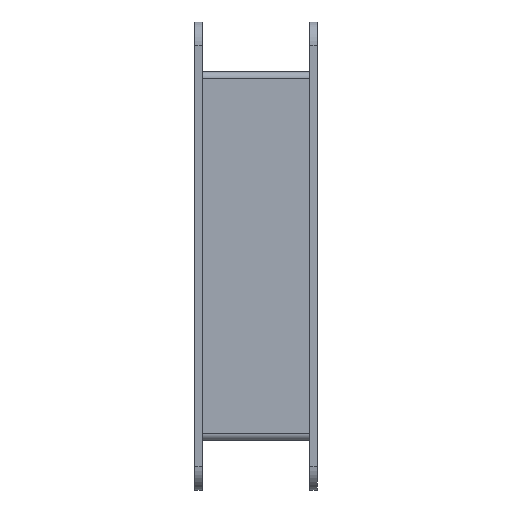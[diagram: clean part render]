
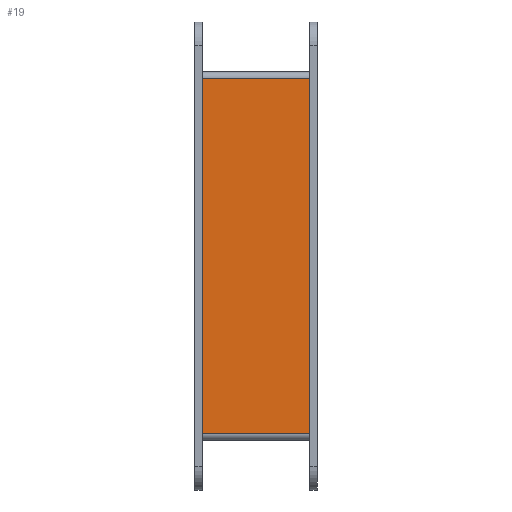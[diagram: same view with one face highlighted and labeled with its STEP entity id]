
A CAD part, left-side view. The second image highlights one B-rep face of the part: STEP entity #19.
In plain terms, the highlighted planar face has unit normal (-1, 0, 0).
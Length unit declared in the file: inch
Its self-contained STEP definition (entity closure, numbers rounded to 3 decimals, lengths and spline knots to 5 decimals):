
#19 = ADVANCED_FACE ( 'NONE', ( #2432 ), #2294, .T. ) ;
#114 = ORIENTED_EDGE ( 'NONE', *, *, #328, .T. ) ;
#128 = VERTEX_POINT ( 'NONE', #1174 ) ;
#154 = CARTESIAN_POINT ( 'NONE',  ( -3., 0.875, 5.892 ) ) ;
#328 = EDGE_CURVE ( 'NONE', #1133, #2484, #2458, .T. ) ;
#353 = DIRECTION ( 'NONE',  ( 0., 0., 1. ) ) ;
#400 = DIRECTION ( 'NONE',  ( 0., 1., 0. ) ) ;
#487 = DIRECTION ( 'NONE',  ( 0., -1., 0. ) ) ;
#512 = VERTEX_POINT ( 'NONE', #154 ) ;
#586 = DIRECTION ( 'NONE',  ( 0., 0., 1. ) ) ;
#607 = CARTESIAN_POINT ( 'NONE',  ( -3., 0.875, 0.108 ) ) ;
#629 = CARTESIAN_POINT ( 'NONE',  ( -3., -0.875, 0.108 ) ) ;
#691 = EDGE_LOOP ( 'NONE', ( #1793, #114, #1380, #1600 ) ) ;
#798 = CARTESIAN_POINT ( 'NONE',  ( -3., 0.875, 5.892 ) ) ;
#868 = EDGE_CURVE ( 'NONE', #512, #1133, #2614, .T. ) ;
#1024 = VECTOR ( 'NONE', #400, 39.37008 ) ;
#1105 = CARTESIAN_POINT ( 'NONE',  ( -3., 0.875, 6. ) ) ;
#1133 = VERTEX_POINT ( 'NONE', #607 ) ;
#1138 = VECTOR ( 'NONE', #586, 39.37008 ) ;
#1174 = CARTESIAN_POINT ( 'NONE',  ( -3., -0.875, 5.892 ) ) ;
#1206 = CARTESIAN_POINT ( 'NONE',  ( -3., -0.875, 6. ) ) ;
#1380 = ORIENTED_EDGE ( 'NONE', *, *, #2386, .T. ) ;
#1414 = VECTOR ( 'NONE', #487, 39.37008 ) ;
#1472 = VECTOR ( 'NONE', #1536, 39.37008 ) ;
#1475 = EDGE_CURVE ( 'NONE', #128, #512, #2715, .T. ) ;
#1530 = CARTESIAN_POINT ( 'NONE',  ( -3., 0.875, 0.108 ) ) ;
#1536 = DIRECTION ( 'NONE',  ( 0., 0., -1. ) ) ;
#1600 = ORIENTED_EDGE ( 'NONE', *, *, #1475, .T. ) ;
#1655 = CARTESIAN_POINT ( 'NONE',  ( -3., 0.875, 6. ) ) ;
#1793 = ORIENTED_EDGE ( 'NONE', *, *, #868, .T. ) ;
#2294 = PLANE ( 'NONE',  #2493 ) ;
#2386 = EDGE_CURVE ( 'NONE', #2484, #128, #2460, .T. ) ;
#2432 = FACE_OUTER_BOUND ( 'NONE', #691, .T. ) ;
#2458 = LINE ( 'NONE', #1530, #1414 ) ;
#2460 = LINE ( 'NONE', #1206, #1138 ) ;
#2484 = VERTEX_POINT ( 'NONE', #629 ) ;
#2493 = AXIS2_PLACEMENT_3D ( 'NONE', #1655, #2521, #353 ) ;
#2521 = DIRECTION ( 'NONE',  ( -1., 0., 0. ) ) ;
#2614 = LINE ( 'NONE', #1105, #1472 ) ;
#2715 = LINE ( 'NONE', #798, #1024 ) ;
